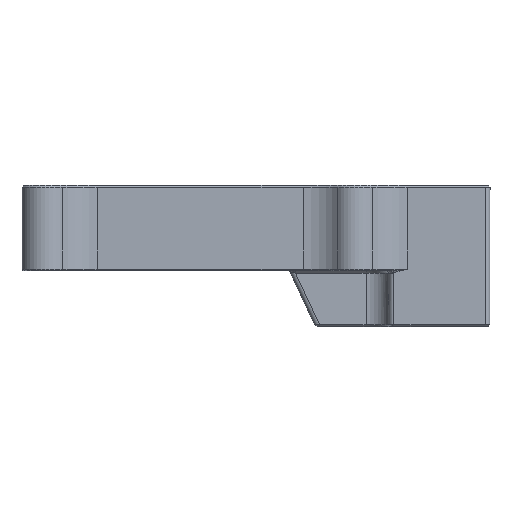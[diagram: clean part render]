
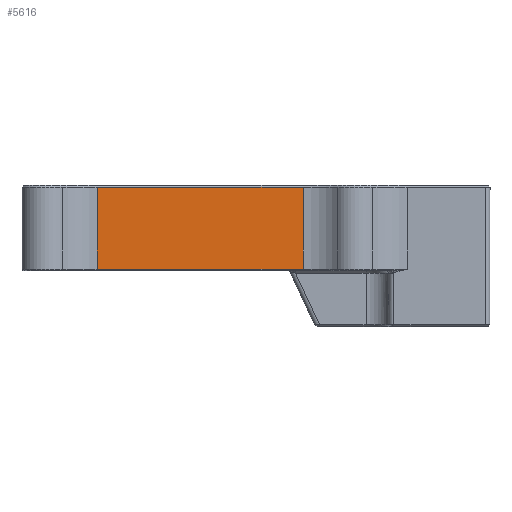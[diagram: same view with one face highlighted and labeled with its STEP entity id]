
A CAD part, front view. The second image highlights one B-rep face of the part: STEP entity #5616.
In plain terms, the highlighted planar face has unit normal (0, -1, 0).
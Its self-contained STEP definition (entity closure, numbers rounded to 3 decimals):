
#735=FACE_OUTER_BOUND('',#1075,.T.);
#1075=EDGE_LOOP('',(#4858,#4859,#4860,#4861));
#1426=LINE('',#8978,#1926);
#1617=LINE('',#9895,#2117);
#1623=LINE('',#9937,#2123);
#1624=LINE('',#9939,#2124);
#1926=VECTOR('',#7002,26.584);
#2117=VECTOR('',#7593,26.584);
#2123=VECTOR('',#7653,10.55);
#2124=VECTOR('',#7656,10.55);
#2519=VERTEX_POINT('',#8968);
#2521=VERTEX_POINT('',#8974);
#2704=VERTEX_POINT('',#9889);
#2705=VERTEX_POINT('',#9893);
#3150=EDGE_CURVE('',#2519,#2521,#1426,.T.);
#3458=EDGE_CURVE('',#2704,#2705,#1617,.T.);
#3478=EDGE_CURVE('',#2705,#2519,#1623,.T.);
#3479=EDGE_CURVE('',#2521,#2704,#1624,.T.);
#4858=ORIENTED_EDGE('',*,*,#3150,.F.);
#4859=ORIENTED_EDGE('',*,*,#3478,.F.);
#4860=ORIENTED_EDGE('',*,*,#3458,.F.);
#4861=ORIENTED_EDGE('',*,*,#3479,.F.);
#5329=PLANE('',#6165);
#5616=ADVANCED_FACE('',(#735),#5329,.T.);
#6165=AXIS2_PLACEMENT_3D('',#9938,#7654,#7655);
#7002=DIRECTION('',(1.,0.,0.));
#7593=DIRECTION('',(-1.,0.,0.));
#7653=DIRECTION('',(0.,0.,1.));
#7654=DIRECTION('center_axis',(0.,-1.,0.));
#7655=DIRECTION('ref_axis',(1.,0.,0.));
#7656=DIRECTION('',(0.,0.,-1.));
#8968=CARTESIAN_POINT('',(-45.692,-30.513,18.95));
#8974=CARTESIAN_POINT('',(-19.108,-30.513,18.95));
#8978=CARTESIAN_POINT('',(-39.019,-30.513,18.95));
#9889=CARTESIAN_POINT('',(-19.108,-30.513,8.4));
#9893=CARTESIAN_POINT('',(-45.692,-30.513,8.4));
#9895=CARTESIAN_POINT('',(-25.825,-30.513,8.4));
#9937=CARTESIAN_POINT('',(-45.692,-30.513,19.2));
#9938=CARTESIAN_POINT('Origin',(-52.4,-30.513,11.2));
#9939=CARTESIAN_POINT('',(-19.108,-30.513,19.2));
